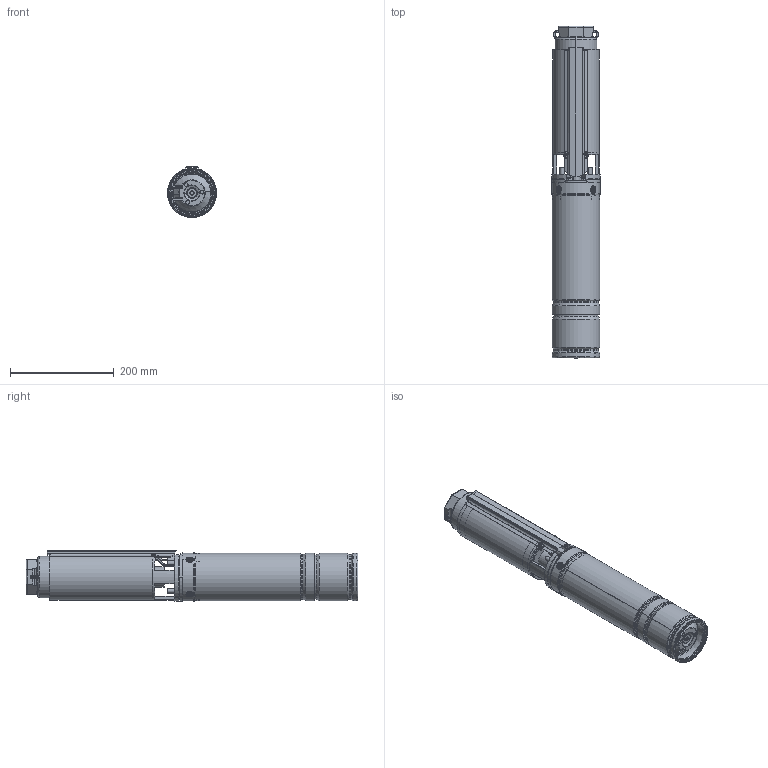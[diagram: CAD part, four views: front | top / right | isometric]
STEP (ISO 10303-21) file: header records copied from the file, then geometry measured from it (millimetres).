
FILE_DESCRIPTION (( 'STEP AP214' ), '1' );
FILE_NAME ('10012949swa00.step', '2021-10-26T15:36:19', ( 'Windows User' ), ( '' ), 'SwSTEP 2.0', 'SolidWorks 2020', '' );
FILE_SCHEMA (( 'AUTOMOTIVE_DESIGN' ));
Length unit declared in the file: millimetre
Products named in the file (25): 10007621swn00_TCB+ M4x10 UNI 7687 A2-70; Copia di Z44A-0008-COPERCHIO MEMBRANA^10012933swa00; Copia di Z44A-0003-PRIGIONIERO M8x35^10012933swa00; Copia di 440401-XC - SUPPORTO SUP. INOX^10012933swa00; Supporto d''aspirazione^10012589swa00; 10012669swn00_M4x8 A2; Copia di Z44C-0001_Camicia motore 4 Inch^10012933swa00_4MS 075T; Copricavo^10012589swa00_4SDP 8-4; Copia di Z44A-0001-ANELLO D''ARRESTO^10012933swa00_Deformato; Copia di Z44S-0007-Assieme spina superiore^10012933swa00; Copia di Corpo di mandata 2inch^10012589swa00; 10012589swa00_4SDP 8-4; 10000030swn00_M5X10 A2; 10012933swa00_4CS-R 0,75T; Copia di Z44A-0005-TAPPO M8_REV1^10012933swa00_Default<A macchina>; Copia di Z44A-0004-PARASABBIA^10012933swa00_Per assieme Ingombro; 10012949swa00; Camicia^10012589swa00_4SDP 8-4; Copia di Z44A-0002-BORCHIA DI SOSTEGNO^10012933swa00
Assembly tree (30 placements, depth 3):
  10012949swa00
    10012589swa00_4SDP 8-4
      Camicia^10012589swa00_4SDP 8-4
      Supporto d''aspirazione^10012589swa00
      Copricavo^10012589swa00_4SDP 8-4
      Copia di Corpo di mandata 2inch^10012589swa00
      10007621swn00_TCB+ M4x10 UNI 7687 A2-70  x2
    10012933swa00_4CS-R 0,75T
      Copia di 440401-XC - SUPPORTO SUP. INOX^10012933swa00
      Copia di Z44C-0001_Camicia motore 4 Inch^10012933swa00_4MS 075T
      Copia di Z44A-0008-COPERCHIO MEMBRANA^10012933swa00
      Copia di Z44A-0001-ANELLO D''ARRESTO^10012933swa00_Deformato
      Copia di Z44A-0002-BORCHIA DI SOSTEGNO^10012933swa00  x4
      Copia di Z44A-0005-TAPPO M8_REV1^10012933swa00_Default<A macchina>
      Copia di Z44A-0005-TAPPO M8_REV1^10012933swa00_Default<A macchina>
      Copia di Z44A-0004-PARASABBIA^10012933swa00_Per assieme Ingombro
      Copia di Z44A-0003-PRIGIONIERO M8x35^10012933swa00
      Copia di Z44A-0003-PRIGIONIERO M8x35^10012933swa00
      Copia di Z44A-0003-PRIGIONIERO M8x35^10012933swa00
      Copia di Z44A-0003-PRIGIONIERO M8x35^10012933swa00
      Copia di Z44S-0007-Assieme spina superiore^10012933swa00
      10000030swn00_M5X10 A2
      10000030swn00_M5X10 A2
      10012669swn00_M4x8 A2
      10012669swn00_M4x8 A2  x3
Bounding box: 94 x 638.5 x 97.96 mm (x, y, z)
Volume: 1818012.8 mm3; surface area: 444388.3 mm2
Topology: 29 solids, 29 shells, 1292 faces, 3134 edges, 1914 vertices
Faces by surface type: cylinder 467, plane 385, cone 190, torus 184, bspline 58, sphere 8
Entity records: 39024 total; most frequent: CARTESIAN_POINT 10355, DIRECTION 5915, ORIENTED_EDGE 5572, EDGE_CURVE 2786, AXIS2_PLACEMENT_3D 2416, VERTEX_POINT 1712, CIRCLE 1294, EDGE_LOOP 1256
